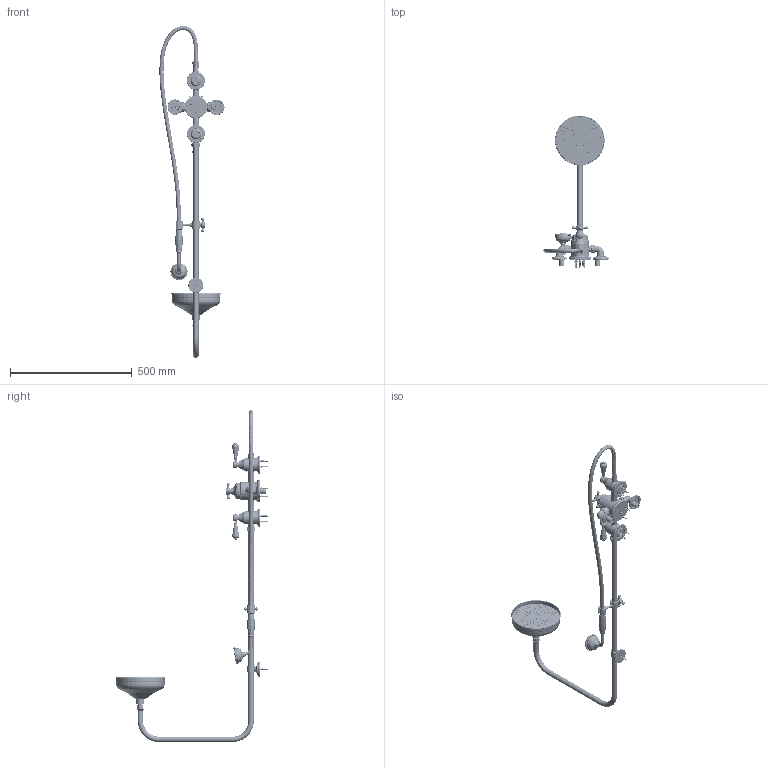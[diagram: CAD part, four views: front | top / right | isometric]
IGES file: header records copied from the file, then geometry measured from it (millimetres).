
Global section: file name: No Iges File Name specified; native system: Autodesk Inventor 2012; preprocessor: AutoDesk Inventor Iges Exporter R2012; author: adaniels; date: 20111111.140805; units: millimetre
Bounding box: 267.14 x 627.44 x 1362.17 mm (x, y, z)
Volume: 2892795.2 mm3; surface area: 892716.6 mm2
Topology: 180 solids, 248 shells, 7927 faces, 20014 edges, 12868 vertices
Faces by surface type: plane 4757, revolution 1425, cylinder 821, cone 339, bspline 262, torus 246, sphere 77
Full cylindrical faces by diameter (mm): 3 x1, 3.14 x5, 3.4 x1, 4 x15, 4.165 x10, 5 x5, 5.8 x2, 6 x4, 6.3 x1, 6.8 x4, 7 x2, 7.5 x6, 7.9 x4, 7.95 x1, 8 x1, 8.3 x10, 8.85 x2, 9 x1, 9.3 x2, 9.4 x1, 9.5 x2, 9.7 x2, 9.75 x4, 10 x2, 10.598 x2, 10.7 x1, 11 x1, 12 x3, 12.25 x1, 12.6 x1
